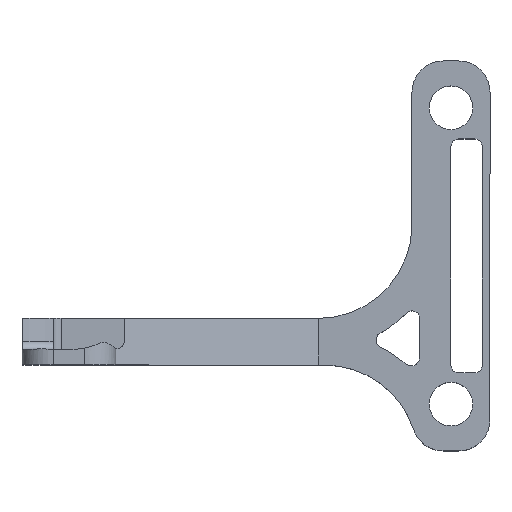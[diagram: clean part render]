
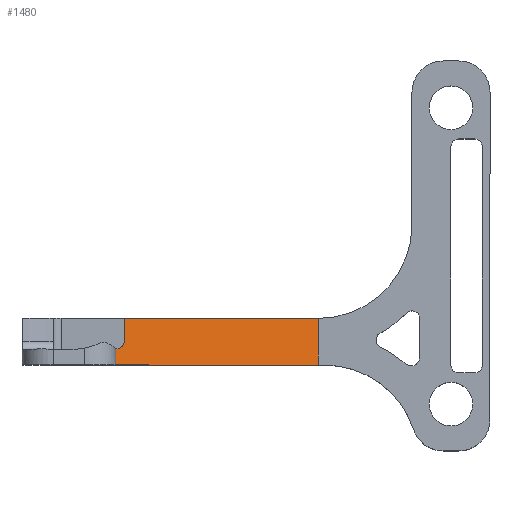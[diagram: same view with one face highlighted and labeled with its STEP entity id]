
A CAD part, top view. The second image highlights one B-rep face of the part: STEP entity #1480.
In plain terms, the highlighted planar face has unit normal (0.474, 0, 0.88).
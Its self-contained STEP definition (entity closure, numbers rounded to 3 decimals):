
#6 = B_SPLINE_CURVE_WITH_KNOTS ( 'NONE', 3,
 ( #2043, #281, #131, #1550, #589, #1246, #583, #1403 ),
 .UNSPECIFIED., .F., .F.,
 ( 4, 2, 2, 4 ),
 ( 0., 0., 0., 0.001 ),
 .UNSPECIFIED. ) ;
#22 = EDGE_CURVE ( 'NONE', #621, #330, #1061, .T. ) ;
#41 = DIRECTION ( 'NONE',  ( 0.88, 0., -0.474 ) ) ;
#117 = CARTESIAN_POINT ( 'NONE',  ( 9.603, -9.913, 3. ) ) ;
#131 = CARTESIAN_POINT ( 'NONE',  ( -2.866, -8.557, 9.714 ) ) ;
#151 = LINE ( 'NONE', #824, #1798 ) ;
#200 = EDGE_LOOP ( 'NONE', ( #214, #1490, #1196, #752, #923, #950 ) ) ;
#214 = ORIENTED_EDGE ( 'NONE', *, *, #1294, .F. ) ;
#281 = CARTESIAN_POINT ( 'NONE',  ( -2.845, -8.486, 9.703 ) ) ;
#296 = CARTESIAN_POINT ( 'NONE',  ( -2.845, -8.913, 9.703 ) ) ;
#330 = VERTEX_POINT ( 'NONE', #1032 ) ;
#339 = LINE ( 'NONE', #296, #670 ) ;
#342 = VECTOR ( 'NONE', #1937, 1000. ) ;
#347 = DIRECTION ( 'NONE',  ( 0.88, 0., -0.474 ) ) ;
#383 = EDGE_CURVE ( 'NONE', #811, #621, #6, .T. ) ;
#491 = EDGE_CURVE ( 'NONE', #650, #1737, #1969, .T. ) ;
#558 = DIRECTION ( 'NONE',  ( 0., 1., 0. ) ) ;
#583 = CARTESIAN_POINT ( 'NONE',  ( -3.27, -8.885, 9.932 ) ) ;
#589 = CARTESIAN_POINT ( 'NONE',  ( -2.985, -8.727, 9.778 ) ) ;
#606 = CARTESIAN_POINT ( 'NONE',  ( 9.603, -9.913, 3. ) ) ;
#621 = VERTEX_POINT ( 'NONE', #1229 ) ;
#650 = VERTEX_POINT ( 'NONE', #606 ) ;
#670 = VECTOR ( 'NONE', #1741, 1000. ) ;
#752 = ORIENTED_EDGE ( 'NONE', *, *, #1499, .T. ) ;
#756 = DIRECTION ( 'NONE',  ( 0.88, 0., -0.474 ) ) ;
#809 = CARTESIAN_POINT ( 'NONE',  ( -3.397, -9.913, 10. ) ) ;
#811 = VERTEX_POINT ( 'NONE', #1506 ) ;
#824 = CARTESIAN_POINT ( 'NONE',  ( -3.397, -9.913, 10. ) ) ;
#923 = ORIENTED_EDGE ( 'NONE', *, *, #491, .T. ) ;
#950 = ORIENTED_EDGE ( 'NONE', *, *, #1855, .F. ) ;
#976 = DIRECTION ( 'NONE',  ( 0.474, 0., 0.88 ) ) ;
#977 = FACE_OUTER_BOUND ( 'NONE', #200, .T. ) ;
#1021 = CARTESIAN_POINT ( 'NONE',  ( 9.603, -6.913, 3. ) ) ;
#1032 = CARTESIAN_POINT ( 'NONE',  ( -3.397, -9.913, 10. ) ) ;
#1061 = LINE ( 'NONE', #1922, #342 ) ;
#1159 = LINE ( 'NONE', #1732, #1818 ) ;
#1196 = ORIENTED_EDGE ( 'NONE', *, *, #22, .T. ) ;
#1229 = CARTESIAN_POINT ( 'NONE',  ( -3.397, -8.902, 10. ) ) ;
#1246 = CARTESIAN_POINT ( 'NONE',  ( -3.146, -8.845, 9.865 ) ) ;
#1294 = EDGE_CURVE ( 'NONE', #811, #1836, #339, .T. ) ;
#1403 = CARTESIAN_POINT ( 'NONE',  ( -3.397, -8.902, 10. ) ) ;
#1480 = ADVANCED_FACE ( 'NONE', ( #977 ), #1792, .T. ) ;
#1490 = ORIENTED_EDGE ( 'NONE', *, *, #383, .T. ) ;
#1499 = EDGE_CURVE ( 'NONE', #330, #650, #151, .T. ) ;
#1506 = CARTESIAN_POINT ( 'NONE',  ( -2.845, -8.413, 9.703 ) ) ;
#1550 = CARTESIAN_POINT ( 'NONE',  ( -2.937, -8.677, 9.752 ) ) ;
#1633 = VECTOR ( 'NONE', #558, 1000. ) ;
#1732 = CARTESIAN_POINT ( 'NONE',  ( -3.397, -6.913, 10. ) ) ;
#1737 = VERTEX_POINT ( 'NONE', #1021 ) ;
#1741 = DIRECTION ( 'NONE',  ( 0., 1., 0. ) ) ;
#1792 = PLANE ( 'NONE',  #1965 ) ;
#1798 = VECTOR ( 'NONE', #347, 1000. ) ;
#1818 = VECTOR ( 'NONE', #756, 1000. ) ;
#1836 = VERTEX_POINT ( 'NONE', #2009 ) ;
#1855 = EDGE_CURVE ( 'NONE', #1836, #1737, #1159, .T. ) ;
#1922 = CARTESIAN_POINT ( 'NONE',  ( -3.397, 0., 10. ) ) ;
#1937 = DIRECTION ( 'NONE',  ( 0., -1., 0. ) ) ;
#1965 = AXIS2_PLACEMENT_3D ( 'NONE', #809, #976, #41 ) ;
#1969 = LINE ( 'NONE', #117, #1633 ) ;
#2009 = CARTESIAN_POINT ( 'NONE',  ( -2.845, -6.913, 9.703 ) ) ;
#2043 = CARTESIAN_POINT ( 'NONE',  ( -2.845, -8.413, 9.703 ) ) ;
